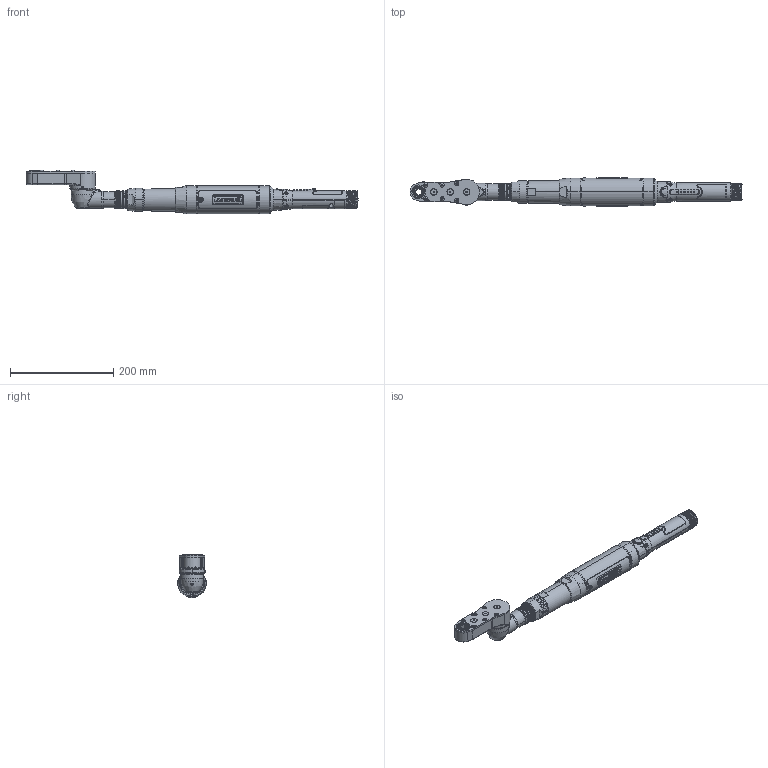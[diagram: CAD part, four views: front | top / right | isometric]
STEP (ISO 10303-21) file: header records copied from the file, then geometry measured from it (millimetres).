
FILE_DESCRIPTION((''),'2;1');
FILE_NAME('EB44LC404-75','2019-03-19T09:30:58',('CEG0317'),(''),'CREO PARAMETRIC BY PTC INC, 2017380','CREO PARAMETRIC BY PTC INC, 2017380','');
FILE_SCHEMA(('CONFIG_CONTROL_DESIGN'));
Length unit declared in the file: inch
Products named in the file (1): EB44LC404-75
Bounding box: 642.71 x 55.37 x 84.11 mm (x, y, z)
Surface area: 199806.3 mm2 (no closed solid volume)
Topology: 0 solids, 284 shells, 1564 faces, 6837 edges, 5384 vertices
Faces by surface type: cylinder 543, plane 451, bspline 269, cone 176, torus 80, extrusion 27, sphere 18
Entity records: 110491 total; most frequent: CARTESIAN_POINT 62002, ORIENTED_EDGE 9172, DIRECTION 8359, EDGE_CURVE 6835, VERTEX_POINT 5384, AXIS2_PLACEMENT_3D 3026, B_SPLINE_CURVE_WITH_KNOTS 2824, VECTOR 2307
